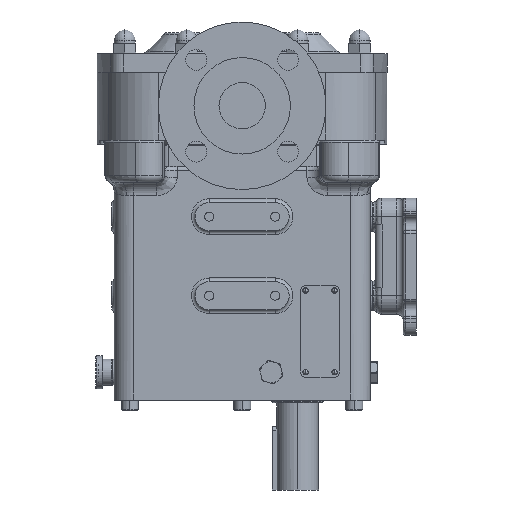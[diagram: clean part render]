
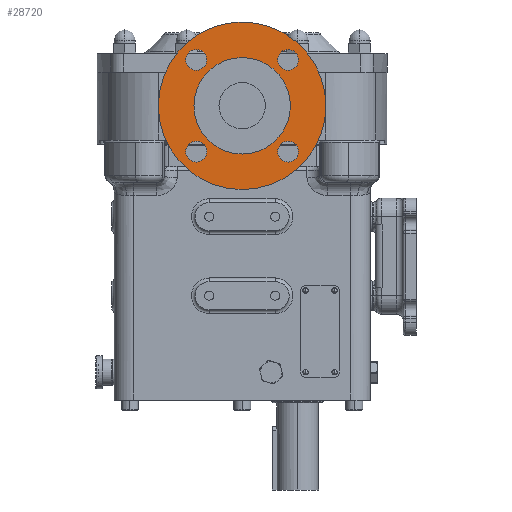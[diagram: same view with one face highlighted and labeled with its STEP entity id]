
A CAD part, left-side view. The second image highlights one B-rep face of the part: STEP entity #28720.
In plain terms, the highlighted face is planar.
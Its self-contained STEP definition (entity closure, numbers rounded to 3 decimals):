
#539 = VERTEX_POINT ( 'NONE', #15484 ) ;
#722 = DIRECTION ( 'NONE',  ( 1., 0., 0. ) ) ;
#794 = CARTESIAN_POINT ( 'NONE',  ( -1.5, 34.79, -42.69 ) ) ;
#796 = CARTESIAN_POINT ( 'NONE',  ( -1.5, -34.79, 42.69 ) ) ;
#1338 = FACE_BOUND ( 'NONE', #20036, .T. ) ;
#1506 = CARTESIAN_POINT ( 'NONE',  ( -1.5, 34.79, -34.79 ) ) ;
#1839 = VERTEX_POINT ( 'NONE', #4754 ) ;
#1944 = AXIS2_PLACEMENT_3D ( 'NONE', #16443, #722, #23406 ) ;
#2148 = AXIS2_PLACEMENT_3D ( 'NONE', #26930, #11198, #22711 ) ;
#2155 = CARTESIAN_POINT ( 'NONE',  ( -1.5, 34.79, -34.79 ) ) ;
#2240 = DIRECTION ( 'NONE',  ( 0., 0., -1. ) ) ;
#2321 = ORIENTED_EDGE ( 'NONE', *, *, #6771, .F. ) ;
#2555 = DIRECTION ( 'NONE',  ( 1., 0., 0. ) ) ;
#2792 = EDGE_LOOP ( 'NONE', ( #23898, #3210 ) ) ;
#2974 = DIRECTION ( 'NONE',  ( 1., 0., 0. ) ) ;
#3210 = ORIENTED_EDGE ( 'NONE', *, *, #20436, .F. ) ;
#3576 = CARTESIAN_POINT ( 'NONE',  ( -1.5, -34.79, -26.89 ) ) ;
#3796 = ORIENTED_EDGE ( 'NONE', *, *, #4458, .F. ) ;
#4458 = EDGE_CURVE ( 'NONE', #9949, #8580, #11585, .T. ) ;
#4705 = DIRECTION ( 'NONE',  ( 1., 0., 0. ) ) ;
#4754 = CARTESIAN_POINT ( 'NONE',  ( -1.5, 0., -63.5 ) ) ;
#5443 = EDGE_CURVE ( 'NONE', #9897, #1839, #29511, .T. ) ;
#5545 = CARTESIAN_POINT ( 'NONE',  ( -1.5, 0., 0. ) ) ;
#5596 = CIRCLE ( 'NONE', #11362, 7.9 ) ;
#5900 = ORIENTED_EDGE ( 'NONE', *, *, #18298, .F. ) ;
#6771 = EDGE_CURVE ( 'NONE', #10548, #21639, #6955, .T. ) ;
#6955 = CIRCLE ( 'NONE', #22884, 7.9 ) ;
#6973 = VERTEX_POINT ( 'NONE', #23366 ) ;
#6997 = ORIENTED_EDGE ( 'NONE', *, *, #5443, .T. ) ;
#8038 = EDGE_CURVE ( 'NONE', #24713, #6973, #16888, .T. ) ;
#8580 = VERTEX_POINT ( 'NONE', #20177 ) ;
#9141 = DIRECTION ( 'NONE',  ( 1., 0., 0. ) ) ;
#9492 = DIRECTION ( 'NONE',  ( 0., 0., -1. ) ) ;
#9897 = VERTEX_POINT ( 'NONE', #21967 ) ;
#9902 = CIRCLE ( 'NONE', #13783, 7.9 ) ;
#9949 = VERTEX_POINT ( 'NONE', #796 ) ;
#10548 = VERTEX_POINT ( 'NONE', #3576 ) ;
#10551 = FACE_OUTER_BOUND ( 'NONE', #28374, .T. ) ;
#10638 = EDGE_CURVE ( 'NONE', #25810, #22655, #26492, .T. ) ;
#10800 = DIRECTION ( 'NONE',  ( 0., 0., -1. ) ) ;
#11122 = AXIS2_PLACEMENT_3D ( 'NONE', #27912, #2974, #14313 ) ;
#11198 = DIRECTION ( 'NONE',  ( 1., 0., 0. ) ) ;
#11274 = DIRECTION ( 'NONE',  ( 1., 0., 0. ) ) ;
#11362 = AXIS2_PLACEMENT_3D ( 'NONE', #1506, #29150, #17687 ) ;
#11584 = DIRECTION ( 'NONE',  ( 0., 0., -1. ) ) ;
#11585 = CIRCLE ( 'NONE', #11122, 7.9 ) ;
#11588 = CARTESIAN_POINT ( 'NONE',  ( -1.5, 0., 0. ) ) ;
#11658 = CIRCLE ( 'NONE', #17963, 7.9 ) ;
#12401 = ORIENTED_EDGE ( 'NONE', *, *, #10638, .F. ) ;
#12455 = CARTESIAN_POINT ( 'NONE',  ( -1.5, -34.79, -34.79 ) ) ;
#12784 = CIRCLE ( 'NONE', #13772, 7.9 ) ;
#12811 = FACE_BOUND ( 'NONE', #2792, .T. ) ;
#13103 = VERTEX_POINT ( 'NONE', #794 ) ;
#13431 = DIRECTION ( 'NONE',  ( 0., 0., -1. ) ) ;
#13610 = AXIS2_PLACEMENT_3D ( 'NONE', #11588, #29583, #13431 ) ;
#13772 = AXIS2_PLACEMENT_3D ( 'NONE', #26259, #26098, #9492 ) ;
#13783 = AXIS2_PLACEMENT_3D ( 'NONE', #21963, #26615, #24658 ) ;
#14313 = DIRECTION ( 'NONE',  ( 0., 0., -1. ) ) ;
#14379 = EDGE_CURVE ( 'NONE', #22655, #25810, #20503, .T. ) ;
#14608 = DIRECTION ( 'NONE',  ( 1., 0., 0. ) ) ;
#14687 = CIRCLE ( 'NONE', #2148, 63.5 ) ;
#15127 = ORIENTED_EDGE ( 'NONE', *, *, #23292, .F. ) ;
#15346 = DIRECTION ( 'NONE',  ( 1., 0., 0. ) ) ;
#15484 = CARTESIAN_POINT ( 'NONE',  ( -1.5, 34.79, -26.89 ) ) ;
#16443 = CARTESIAN_POINT ( 'NONE',  ( -1.5, 34.824, 34.755 ) ) ;
#16469 = DIRECTION ( 'NONE',  ( 0., 0., -1. ) ) ;
#16888 = CIRCLE ( 'NONE', #1944, 7.9 ) ;
#17687 = DIRECTION ( 'NONE',  ( 0., 0., -1. ) ) ;
#17776 = CARTESIAN_POINT ( 'NONE',  ( -1.5, -34.79, -42.69 ) ) ;
#17820 = EDGE_CURVE ( 'NONE', #6973, #24713, #12784, .T. ) ;
#17963 = AXIS2_PLACEMENT_3D ( 'NONE', #12455, #15346, #10800 ) ;
#18261 = CARTESIAN_POINT ( 'NONE',  ( -1.5, 36.55, 0. ) ) ;
#18298 = EDGE_CURVE ( 'NONE', #21639, #10548, #11658, .T. ) ;
#18379 = CIRCLE ( 'NONE', #29453, 7.9 ) ;
#18972 = EDGE_CURVE ( 'NONE', #1839, #9897, #14687, .T. ) ;
#19007 = AXIS2_PLACEMENT_3D ( 'NONE', #5545, #14608, #19731 ) ;
#19635 = FACE_BOUND ( 'NONE', #24410, .T. ) ;
#19731 = DIRECTION ( 'NONE',  ( 0., 0., -1. ) ) ;
#20036 = EDGE_LOOP ( 'NONE', ( #15127, #3796 ) ) ;
#20177 = CARTESIAN_POINT ( 'NONE',  ( -1.5, -34.79, 26.89 ) ) ;
#20436 = EDGE_CURVE ( 'NONE', #539, #13103, #5596, .T. ) ;
#20503 = CIRCLE ( 'NONE', #19007, 36.55 ) ;
#20658 = DIRECTION ( 'NONE',  ( 0., 0., -1. ) ) ;
#20743 = AXIS2_PLACEMENT_3D ( 'NONE', #22914, #9141, #20658 ) ;
#21639 = VERTEX_POINT ( 'NONE', #17776 ) ;
#21963 = CARTESIAN_POINT ( 'NONE',  ( -1.5, -34.79, 34.79 ) ) ;
#21967 = CARTESIAN_POINT ( 'NONE',  ( -1.5, 0., 63.5 ) ) ;
#22064 = FACE_BOUND ( 'NONE', #23192, .T. ) ;
#22655 = VERTEX_POINT ( 'NONE', #28027 ) ;
#22711 = DIRECTION ( 'NONE',  ( 0., 0., -1. ) ) ;
#22812 = PLANE ( 'NONE',  #25313 ) ;
#22884 = AXIS2_PLACEMENT_3D ( 'NONE', #27154, #11274, #2240 ) ;
#22914 = CARTESIAN_POINT ( 'NONE',  ( -1.5, 0., 0. ) ) ;
#23085 = ORIENTED_EDGE ( 'NONE', *, *, #18972, .T. ) ;
#23192 = EDGE_LOOP ( 'NONE', ( #5900, #2321 ) ) ;
#23292 = EDGE_CURVE ( 'NONE', #8580, #9949, #9902, .T. ) ;
#23366 = CARTESIAN_POINT ( 'NONE',  ( -1.5, 34.824, 26.855 ) ) ;
#23406 = DIRECTION ( 'NONE',  ( 0., 0., -1. ) ) ;
#23898 = ORIENTED_EDGE ( 'NONE', *, *, #26125, .F. ) ;
#24410 = EDGE_LOOP ( 'NONE', ( #29375, #25132 ) ) ;
#24541 = CARTESIAN_POINT ( 'NONE',  ( -1.5, 0., 36.55 ) ) ;
#24658 = DIRECTION ( 'NONE',  ( 0., 0., -1. ) ) ;
#24713 = VERTEX_POINT ( 'NONE', #28317 ) ;
#25132 = ORIENTED_EDGE ( 'NONE', *, *, #8038, .F. ) ;
#25313 = AXIS2_PLACEMENT_3D ( 'NONE', #18261, #2555, #11584 ) ;
#25810 = VERTEX_POINT ( 'NONE', #24541 ) ;
#26098 = DIRECTION ( 'NONE',  ( 1., 0., 0. ) ) ;
#26125 = EDGE_CURVE ( 'NONE', #13103, #539, #18379, .T. ) ;
#26259 = CARTESIAN_POINT ( 'NONE',  ( -1.5, 34.824, 34.755 ) ) ;
#26492 = CIRCLE ( 'NONE', #20743, 36.55 ) ;
#26615 = DIRECTION ( 'NONE',  ( 1., 0., 0. ) ) ;
#26930 = CARTESIAN_POINT ( 'NONE',  ( -1.5, 0., 0. ) ) ;
#27154 = CARTESIAN_POINT ( 'NONE',  ( -1.5, -34.79, -34.79 ) ) ;
#27912 = CARTESIAN_POINT ( 'NONE',  ( -1.5, -34.79, 34.79 ) ) ;
#28027 = CARTESIAN_POINT ( 'NONE',  ( -1.5, 0., -36.55 ) ) ;
#28317 = CARTESIAN_POINT ( 'NONE',  ( -1.5, 34.824, 42.655 ) ) ;
#28374 = EDGE_LOOP ( 'NONE', ( #23085, #6997 ) ) ;
#28638 = ORIENTED_EDGE ( 'NONE', *, *, #14379, .F. ) ;
#28720 = ADVANCED_FACE ( 'NONE', ( #19635, #12811, #22064, #1338, #10551, #28968 ), #22812, .T. ) ;
#28968 = FACE_BOUND ( 'NONE', #29119, .T. ) ;
#29119 = EDGE_LOOP ( 'NONE', ( #28638, #12401 ) ) ;
#29150 = DIRECTION ( 'NONE',  ( 1., 0., 0. ) ) ;
#29375 = ORIENTED_EDGE ( 'NONE', *, *, #17820, .F. ) ;
#29453 = AXIS2_PLACEMENT_3D ( 'NONE', #2155, #4705, #16469 ) ;
#29511 = CIRCLE ( 'NONE', #13610, 63.5 ) ;
#29583 = DIRECTION ( 'NONE',  ( 1., 0., 0. ) ) ;
